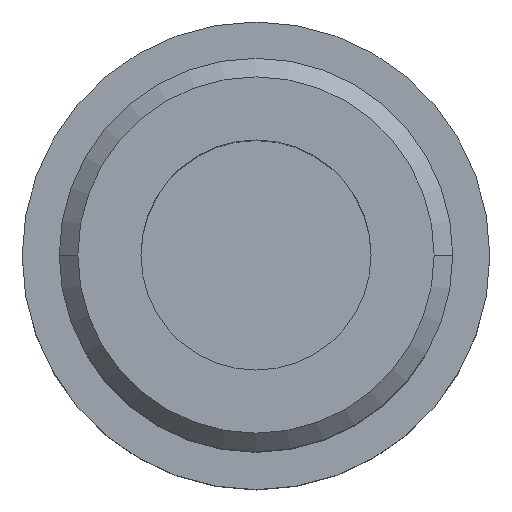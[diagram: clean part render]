
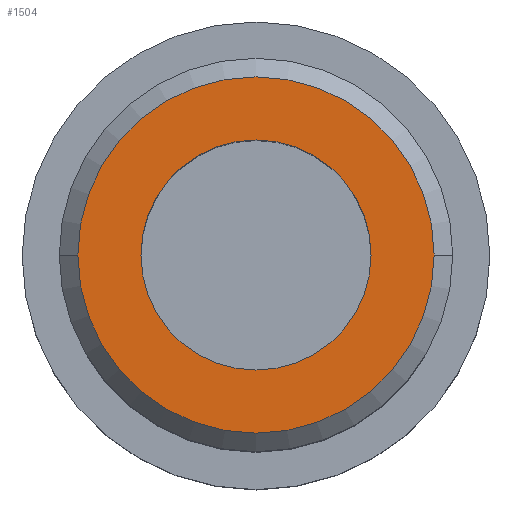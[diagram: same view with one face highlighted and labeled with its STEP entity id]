
A CAD part, top view. The second image highlights one B-rep face of the part: STEP entity #1504.
In plain terms, the highlighted planar face has unit normal (0, 0, 1).
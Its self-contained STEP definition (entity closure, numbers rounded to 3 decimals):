
#62 = AXIS2_PLACEMENT_3D ( 'NONE', #2975, #1817, #3342 ) ;
#429 = VERTEX_POINT ( 'NONE', #3982 ) ;
#520 = EDGE_CURVE ( 'NONE', #429, #3502, #2541, .T. ) ;
#584 = CARTESIAN_POINT ( 'NONE',  ( 0., 24., 115. ) ) ;
#990 = DIRECTION ( 'NONE',  ( 1., 0., 0. ) ) ;
#1251 = ORIENTED_EDGE ( 'NONE', *, *, #1421, .F. ) ;
#1328 = DIRECTION ( 'NONE',  ( 0., 0., -1. ) ) ;
#1330 = FACE_OUTER_BOUND ( 'NONE', #3739, .T. ) ;
#1358 = DIRECTION ( 'NONE',  ( -1., 0., 0. ) ) ;
#1421 = EDGE_CURVE ( 'NONE', #3149, #3222, #2691, .T. ) ;
#1504 = ADVANCED_FACE ( 'NONE', ( #2563, #1330 ), #2143, .T. ) ;
#1685 = CIRCLE ( 'NONE', #62, 24. ) ;
#1775 = CARTESIAN_POINT ( 'NONE',  ( 24., 0., 115. ) ) ;
#1817 = DIRECTION ( 'NONE',  ( 0., 0., -1. ) ) ;
#1949 = AXIS2_PLACEMENT_3D ( 'NONE', #2879, #3294, #990 ) ;
#1976 = CIRCLE ( 'NONE', #3995, 15.5 ) ;
#2143 = PLANE ( 'NONE',  #3511 ) ;
#2221 = ORIENTED_EDGE ( 'NONE', *, *, #2916, .F. ) ;
#2417 = ORIENTED_EDGE ( 'NONE', *, *, #3138, .F. ) ;
#2541 = CIRCLE ( 'NONE', #1949, 15.5 ) ;
#2563 = FACE_BOUND ( 'NONE', #3675, .T. ) ;
#2691 = CIRCLE ( 'NONE', #4195, 24. ) ;
#2857 = DIRECTION ( 'NONE',  ( 0., 0., 1. ) ) ;
#2872 = CARTESIAN_POINT ( 'NONE',  ( 0., 0., 115. ) ) ;
#2879 = CARTESIAN_POINT ( 'NONE',  ( 0., 0., 115. ) ) ;
#2916 = EDGE_CURVE ( 'NONE', #3502, #429, #1976, .T. ) ;
#2959 = CARTESIAN_POINT ( 'NONE',  ( -24., 0., 115. ) ) ;
#2975 = CARTESIAN_POINT ( 'NONE',  ( 0., 0., 115. ) ) ;
#3079 = CARTESIAN_POINT ( 'NONE',  ( -15.5, 0., 115. ) ) ;
#3138 = EDGE_CURVE ( 'NONE', #3222, #3149, #1685, .T. ) ;
#3149 = VERTEX_POINT ( 'NONE', #1775 ) ;
#3222 = VERTEX_POINT ( 'NONE', #2959 ) ;
#3267 = CARTESIAN_POINT ( 'NONE',  ( 0., 0., 115. ) ) ;
#3294 = DIRECTION ( 'NONE',  ( 0., 0., 1. ) ) ;
#3301 = DIRECTION ( 'NONE',  ( 1., 0., 0. ) ) ;
#3342 = DIRECTION ( 'NONE',  ( -1., 0., 0. ) ) ;
#3502 = VERTEX_POINT ( 'NONE', #3079 ) ;
#3511 = AXIS2_PLACEMENT_3D ( 'NONE', #584, #2857, #3301 ) ;
#3675 = EDGE_LOOP ( 'NONE', ( #2221, #3781 ) ) ;
#3739 = EDGE_LOOP ( 'NONE', ( #2417, #1251 ) ) ;
#3781 = ORIENTED_EDGE ( 'NONE', *, *, #520, .F. ) ;
#3982 = CARTESIAN_POINT ( 'NONE',  ( 15.5, 0., 115. ) ) ;
#3995 = AXIS2_PLACEMENT_3D ( 'NONE', #3267, #4755, #4782 ) ;
#4195 = AXIS2_PLACEMENT_3D ( 'NONE', #2872, #1328, #1358 ) ;
#4755 = DIRECTION ( 'NONE',  ( 0., 0., 1. ) ) ;
#4782 = DIRECTION ( 'NONE',  ( 1., 0., 0. ) ) ;
